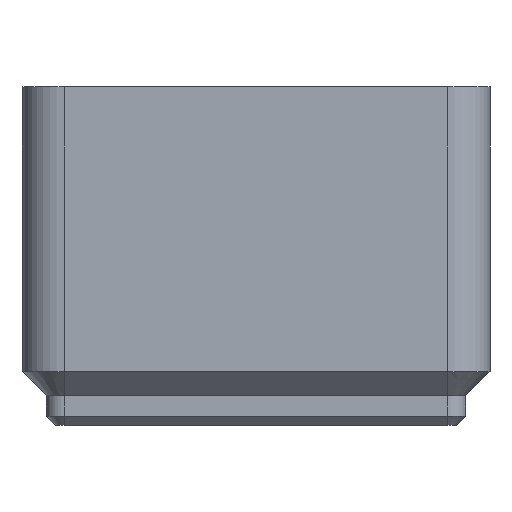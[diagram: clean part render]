
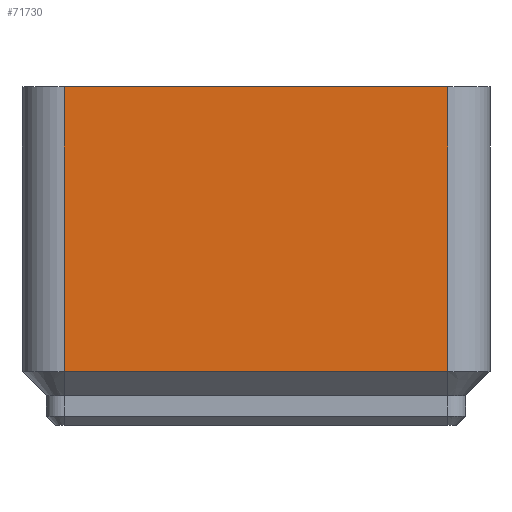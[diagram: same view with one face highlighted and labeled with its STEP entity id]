
A CAD part, front view. The second image highlights one B-rep face of the part: STEP entity #71730.
In plain terms, the highlighted planar face has unit normal (0, -1, 0).
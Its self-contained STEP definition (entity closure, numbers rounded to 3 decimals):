
#16880=CARTESIAN_POINT('',(290.,84.25,30.));
#16890=VERTEX_POINT('',#16880);
#16920=CARTESIAN_POINT('',(294.,84.25,30.));
#16930=DIRECTION('',(1.,0.,0.));
#16940=VECTOR('',#16930,1.);
#16950=LINE('',#16920,#16940);
#16960=CARTESIAN_POINT('',(256.,84.25,30.));
#16970=VERTEX_POINT('',#16960);
#16980=EDGE_CURVE('',#16970,#16890,#16950,.T.);
#54160=CARTESIAN_POINT('',(256.,84.25,0.));
#54170=DIRECTION('',(0.,0.,-1.));
#54180=VECTOR('',#54170,1.);
#54190=LINE('',#54160,#54180);
#54200=CARTESIAN_POINT('',(256.,84.25,4.75));
#54210=VERTEX_POINT('',#54200);
#54220=EDGE_CURVE('',#16970,#54210,#54190,.T.);
#71500=CARTESIAN_POINT('',(290.,84.25,5.));
#71510=DIRECTION('',(0.,-1.,-0.));
#71520=DIRECTION('',(-1.,0.,0.));
#71530=AXIS2_PLACEMENT_3D('',#71500,#71510,#71520);
#71540=PLANE('',#71530);
#71550=ORIENTED_EDGE('',*,*,#16980,.F.);
#71560=CARTESIAN_POINT('',(290.,84.25,0.));
#71570=DIRECTION('',(0.,0.,-1.));
#71580=VECTOR('',#71570,1.);
#71590=LINE('',#71560,#71580);
#71600=CARTESIAN_POINT('',(290.,84.25,4.75));
#71610=VERTEX_POINT('',#71600);
#71620=EDGE_CURVE('',#16890,#71610,#71590,.T.);
#71630=ORIENTED_EDGE('',*,*,#71620,.F.);
#71640=CARTESIAN_POINT('',(546.,84.25,4.75));
#71650=DIRECTION('',(1.,0.,0.));
#71660=VECTOR('',#71650,1.);
#71670=LINE('',#71640,#71660);
#71680=EDGE_CURVE('',#54210,#71610,#71670,.T.);
#71690=ORIENTED_EDGE('',*,*,#71680,.T.);
#71700=ORIENTED_EDGE('',*,*,#54220,.T.);
#71710=EDGE_LOOP('',(#71700,#71690,#71630,#71550));
#71720=FACE_OUTER_BOUND('',#71710,.T.);
#71730=ADVANCED_FACE('',(#71720),#71540,.T.);
